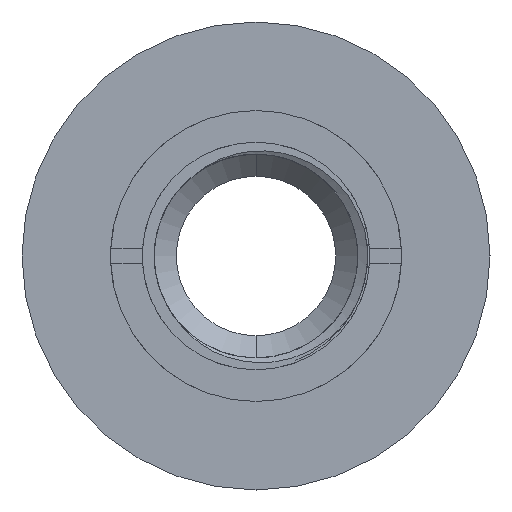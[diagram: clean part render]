
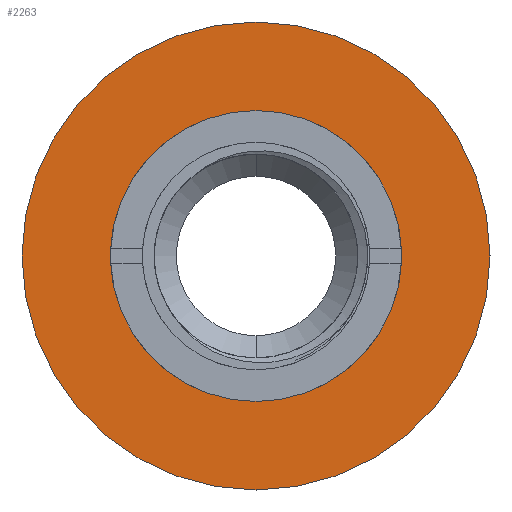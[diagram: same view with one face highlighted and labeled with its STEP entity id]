
A CAD part, front view. The second image highlights one B-rep face of the part: STEP entity #2263.
In plain terms, the highlighted planar face has unit normal (0, -1, 0).
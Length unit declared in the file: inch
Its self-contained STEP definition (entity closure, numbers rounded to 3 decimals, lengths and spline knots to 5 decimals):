
#215 = AXIS2_PLACEMENT_3D ( 'NONE', #2437, #2136, #2763 ) ;
#393 = VERTEX_POINT ( 'NONE', #3310 ) ;
#549 = DIRECTION ( 'NONE',  ( 0., 1., 0. ) ) ;
#597 = CIRCLE ( 'NONE', #215, 0.925 ) ;
#728 = EDGE_CURVE ( 'NONE', #2655, #1166, #597, .T. ) ;
#756 = ORIENTED_EDGE ( 'NONE', *, *, #2775, .F. ) ;
#900 = PLANE ( 'NONE',  #3680 ) ;
#930 = VERTEX_POINT ( 'NONE', #3041 ) ;
#1166 = VERTEX_POINT ( 'NONE', #3452 ) ;
#1276 = CARTESIAN_POINT ( 'NONE',  ( 0., 0., 0.925 ) ) ;
#1365 = CARTESIAN_POINT ( 'NONE',  ( 0., 0., 0. ) ) ;
#1395 = ORIENTED_EDGE ( 'NONE', *, *, #2533, .F. ) ;
#1474 = CIRCLE ( 'NONE', #1518, 0.575 ) ;
#1518 = AXIS2_PLACEMENT_3D ( 'NONE', #3170, #1644, #1624 ) ;
#1528 = EDGE_LOOP ( 'NONE', ( #756, #2056 ) ) ;
#1624 = DIRECTION ( 'NONE',  ( 0., 0., -1. ) ) ;
#1644 = DIRECTION ( 'NONE',  ( 0., -1., 0. ) ) ;
#1768 = CIRCLE ( 'NONE', #2285, 0.925 ) ;
#1980 = DIRECTION ( 'NONE',  ( 0., 0., -1. ) ) ;
#2029 = DIRECTION ( 'NONE',  ( 0., 0., 1. ) ) ;
#2056 = ORIENTED_EDGE ( 'NONE', *, *, #728, .F. ) ;
#2112 = CIRCLE ( 'NONE', #2433, 0.575 ) ;
#2136 = DIRECTION ( 'NONE',  ( 0., 1., 0. ) ) ;
#2177 = CARTESIAN_POINT ( 'NONE',  ( 0., 0., 0. ) ) ;
#2263 = ADVANCED_FACE ( 'NONE', ( #3230, #3610 ), #900, .F. ) ;
#2285 = AXIS2_PLACEMENT_3D ( 'NONE', #1365, #3839, #2029 ) ;
#2433 = AXIS2_PLACEMENT_3D ( 'NONE', #3828, #3791, #1980 ) ;
#2437 = CARTESIAN_POINT ( 'NONE',  ( 0., 0., 0. ) ) ;
#2522 = EDGE_CURVE ( 'NONE', #930, #393, #2112, .T. ) ;
#2533 = EDGE_CURVE ( 'NONE', #393, #930, #1474, .T. ) ;
#2655 = VERTEX_POINT ( 'NONE', #1276 ) ;
#2763 = DIRECTION ( 'NONE',  ( 0., 0., 1. ) ) ;
#2775 = EDGE_CURVE ( 'NONE', #1166, #2655, #1768, .T. ) ;
#3002 = EDGE_LOOP ( 'NONE', ( #3667, #1395 ) ) ;
#3041 = CARTESIAN_POINT ( 'NONE',  ( 0., 0., 0.575 ) ) ;
#3078 = DIRECTION ( 'NONE',  ( 0., 0., 1. ) ) ;
#3170 = CARTESIAN_POINT ( 'NONE',  ( 0., 0., 0. ) ) ;
#3230 = FACE_OUTER_BOUND ( 'NONE', #1528, .T. ) ;
#3310 = CARTESIAN_POINT ( 'NONE',  ( 0., 0., -0.575 ) ) ;
#3452 = CARTESIAN_POINT ( 'NONE',  ( 0., 0., -0.925 ) ) ;
#3610 = FACE_BOUND ( 'NONE', #3002, .T. ) ;
#3667 = ORIENTED_EDGE ( 'NONE', *, *, #2522, .F. ) ;
#3680 = AXIS2_PLACEMENT_3D ( 'NONE', #2177, #549, #3078 ) ;
#3791 = DIRECTION ( 'NONE',  ( 0., -1., 0. ) ) ;
#3828 = CARTESIAN_POINT ( 'NONE',  ( 0., 0., 0. ) ) ;
#3839 = DIRECTION ( 'NONE',  ( 0., 1., 0. ) ) ;
